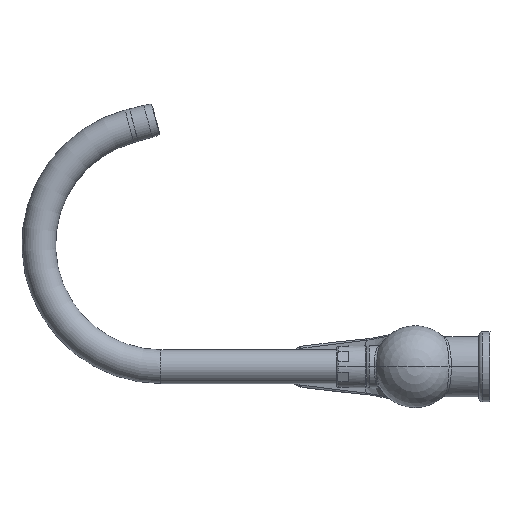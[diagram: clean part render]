
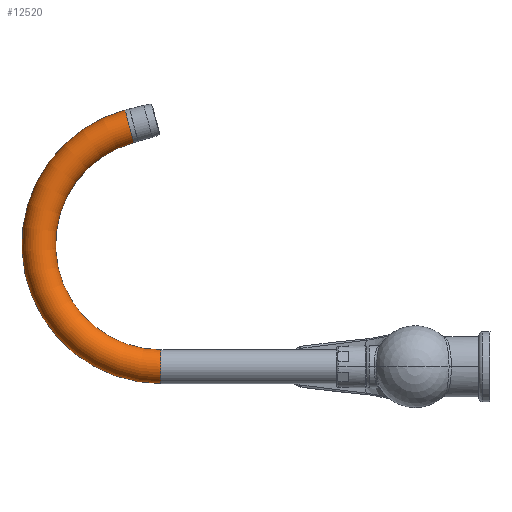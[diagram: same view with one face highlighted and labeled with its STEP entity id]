
A CAD part, left-side view. The second image highlights one B-rep face of the part: STEP entity #12520.
In plain terms, the highlighted toroidal (fillet/blend) face has major radius 86.972 mm and minor radius 12 mm.
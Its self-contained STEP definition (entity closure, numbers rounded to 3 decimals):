
#11863=CARTESIAN_POINT('',(0.,180.778,0.));
#11864=DIRECTION('',(0.,1.,0.));
#11865=DIRECTION('',(0.,0.,-1.));
#11866=AXIS2_PLACEMENT_3D('',#11863,#11864,#11865);
#11868=CARTESIAN_POINT('',(0.,180.778,86.972));
#11869=DIRECTION('',(1.,0.,0.));
#11870=DIRECTION('',(0.,0.,-1.));
#11871=AXIS2_PLACEMENT_3D('',#11868,#11869,#11870);
#11878=CARTESIAN_POINT('',(0.,180.778,86.972));
#11879=DIRECTION('',(1.,0.,0.));
#11880=DIRECTION('',(0.,0.,-1.));
#11881=AXIS2_PLACEMENT_3D('',#11878,#11879,#11880);
#11912=CARTESIAN_POINT('',(0.,203.288,170.98));
#11913=DIRECTION('',(0.,-0.966,0.259));
#11914=DIRECTION('',(0.,0.259,0.966));
#11915=AXIS2_PLACEMENT_3D('',#11912,#11913,#11914);
#11991=CARTESIAN_POINT('',(0.,180.778,12.));
#11992=CARTESIAN_POINT('',(0.,180.778,-12.));
#11993=VERTEX_POINT('',#11991);
#11994=VERTEX_POINT('',#11992);
#11995=CARTESIAN_POINT('',(0.,200.182,159.389));
#11996=CARTESIAN_POINT('',(0.,206.394,182.571));
#11997=VERTEX_POINT('',#11995);
#11998=VERTEX_POINT('',#11996);
#12506=CARTESIAN_POINT('',(0.,180.778,86.972));
#12507=DIRECTION('',(1.,0.,0.));
#12508=DIRECTION('',(0.,0.,1.));
#12509=AXIS2_PLACEMENT_3D('',#12506,#12507,#12508);
#12510=TOROIDAL_SURFACE('',#12509,86.972,12.);
#12511=ORIENTED_EDGE('',*,*,#12493,.F.);
#12513=ORIENTED_EDGE('',*,*,#12512,.T.);
#12515=ORIENTED_EDGE('',*,*,#12514,.T.);
#12517=ORIENTED_EDGE('',*,*,#12516,.F.);
#12518=EDGE_LOOP('',(#12511,#12513,#12515,#12517));
#12519=FACE_OUTER_BOUND('',#12518,.F.);
#12520=ADVANCED_FACE('',(#12519),#12510,.T.);
#11867=CIRCLE('',#11866,12.);
#11872=CIRCLE('',#11871,98.972);
#11882=CIRCLE('',#11881,74.972);
#11916=CIRCLE('',#11915,12.);
#12493=EDGE_CURVE('',#11994,#11993,#11867,.T.);
#12512=EDGE_CURVE('',#11994,#11998,#11872,.T.);
#12514=EDGE_CURVE('',#11998,#11997,#11916,.T.);
#12516=EDGE_CURVE('',#11993,#11997,#11882,.T.);
